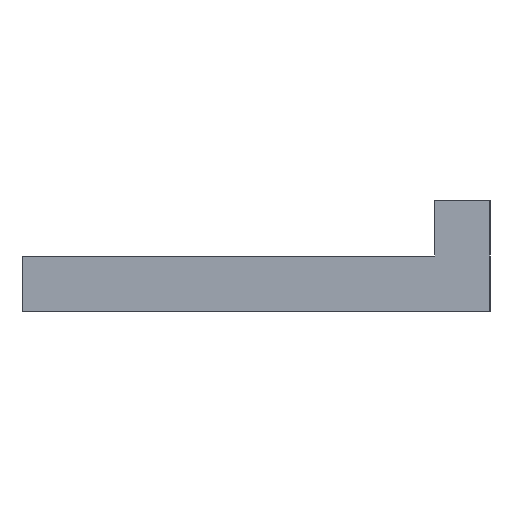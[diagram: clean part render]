
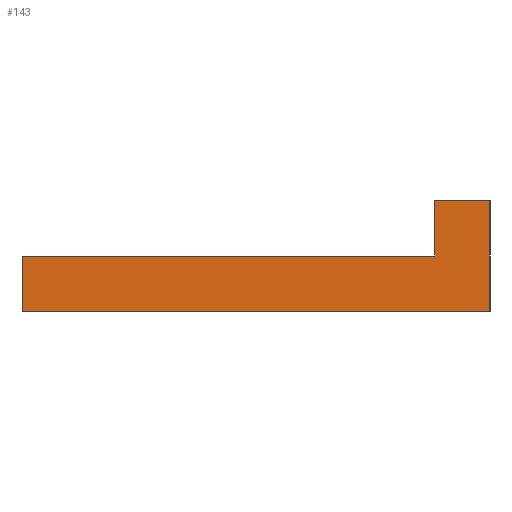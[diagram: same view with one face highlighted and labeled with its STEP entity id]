
A CAD part, left-side view. The second image highlights one B-rep face of the part: STEP entity #143.
In plain terms, the highlighted planar face has unit normal (-1, 0, 0).
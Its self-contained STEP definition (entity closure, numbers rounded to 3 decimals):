
#88=CARTESIAN_POINT('',(-111.7,447.,6.));
#89=DIRECTION('',(1.,0.,0.));
#90=DIRECTION('',(0.,0.,-1.));
#91=AXIS2_PLACEMENT_3D('',#88,#89,#90);
#92=PLANE('',#91);
#93=CARTESIAN_POINT('',(-111.7,479.,-2.));
#94=VERTEX_POINT('',#93);
#95=CARTESIAN_POINT('',(-111.7,445.,-2.));
#96=VERTEX_POINT('',#95);
#97=CARTESIAN_POINT('',(-111.7,479.,-2.));
#98=DIRECTION('',(-0.,-1.,-0.));
#99=VECTOR('',#98,34.);
#100=LINE('',#97,#99);
#101=EDGE_CURVE('',#94,#96,#100,.T.);
#102=ORIENTED_EDGE('',*,*,#101,.T.);
#103=CARTESIAN_POINT('',(-111.7,445.,6.));
#104=VERTEX_POINT('',#103);
#105=CARTESIAN_POINT('',(-111.7,445.,6.));
#106=DIRECTION('',(-0.,0.,-1.));
#107=VECTOR('',#106,8.);
#108=LINE('',#105,#107);
#109=EDGE_CURVE('',#104,#96,#108,.T.);
#110=ORIENTED_EDGE('',*,*,#109,.F.);
#111=CARTESIAN_POINT('',(-111.7,449.,6.));
#112=VERTEX_POINT('',#111);
#113=CARTESIAN_POINT('',(-111.7,449.,6.));
#114=DIRECTION('',(-0.,-1.,-0.));
#115=VECTOR('',#114,4.);
#116=LINE('',#113,#115);
#117=EDGE_CURVE('',#112,#104,#116,.T.);
#118=ORIENTED_EDGE('',*,*,#117,.F.);
#119=CARTESIAN_POINT('',(-111.7,449.,2.));
#120=VERTEX_POINT('',#119);
#121=CARTESIAN_POINT('',(-111.7,449.,6.));
#122=DIRECTION('',(0.,0.,-1.));
#123=VECTOR('',#122,4.);
#124=LINE('',#121,#123);
#125=EDGE_CURVE('',#112,#120,#124,.T.);
#126=ORIENTED_EDGE('',*,*,#125,.T.);
#127=CARTESIAN_POINT('',(-111.7,479.,2.));
#128=VERTEX_POINT('',#127);
#129=CARTESIAN_POINT('',(-111.7,479.,2.));
#130=DIRECTION('',(-0.,-1.,-0.));
#131=VECTOR('',#130,30.);
#132=LINE('',#129,#131);
#133=EDGE_CURVE('',#128,#120,#132,.T.);
#134=ORIENTED_EDGE('',*,*,#133,.F.);
#135=CARTESIAN_POINT('',(-111.7,479.,-2.));
#136=DIRECTION('',(-0.,-0.,1.));
#137=VECTOR('',#136,4.);
#138=LINE('',#135,#137);
#139=EDGE_CURVE('',#94,#128,#138,.T.);
#140=ORIENTED_EDGE('',*,*,#139,.F.);
#141=EDGE_LOOP('',(#102,#110,#118,#126,#134,#140));
#142=FACE_BOUND('',#141,.T.);
#143=ADVANCED_FACE('',(#142),#92,.F.);
